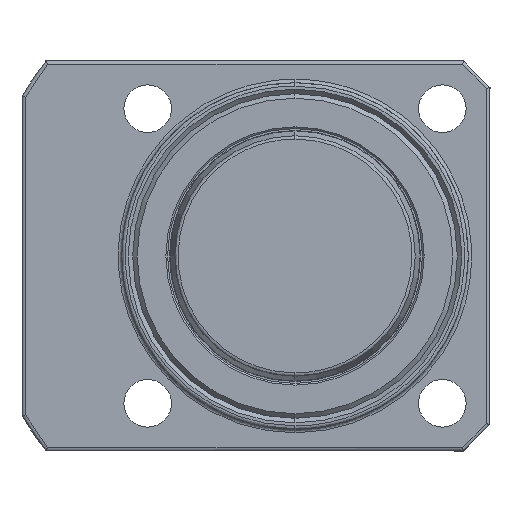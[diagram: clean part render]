
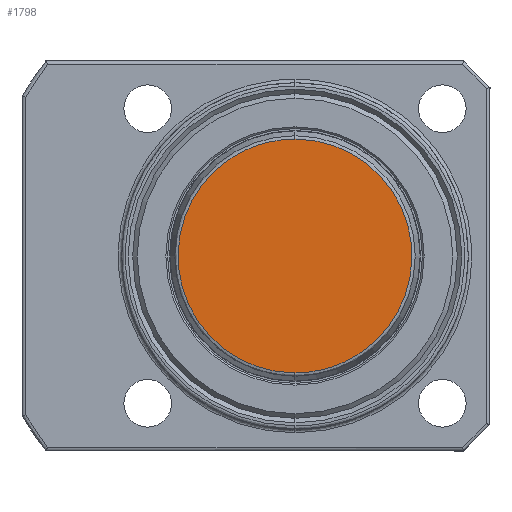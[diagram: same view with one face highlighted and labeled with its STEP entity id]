
A CAD part, front view. The second image highlights one B-rep face of the part: STEP entity #1798.
In plain terms, the highlighted planar face has unit normal (0, -1, 0).
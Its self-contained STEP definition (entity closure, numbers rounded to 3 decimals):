
#487 = CARTESIAN_POINT ( 'NONE',  ( 0., 0., 13.492 ) ) ;
#488 = CARTESIAN_POINT ( 'NONE',  ( 0., 0., -13.492 ) ) ;
#1206 = AXIS2_PLACEMENT_3D ( 'NONE', #3177, #3170, #3169 ) ;
#1258 =( BOUNDED_CURVE ( )  B_SPLINE_CURVE ( 3, ( #4014, #4013, #4004, #4002 ),
 .UNSPECIFIED., .F., .T. ) 
 B_SPLINE_CURVE_WITH_KNOTS ( ( 4, 4 ),
 ( 0., 1. ),
 .UNSPECIFIED. ) 
 CURVE ( )  GEOMETRIC_REPRESENTATION_ITEM ( )  RATIONAL_B_SPLINE_CURVE ( ( 1., 0.333, 0.333, 1. ) ) 
 REPRESENTATION_ITEM ( '' )  );
#1260 =( BOUNDED_CURVE ( )  B_SPLINE_CURVE ( 3, ( #4053, #4075, #4059, #4052 ),
 .UNSPECIFIED., .F., .T. ) 
 B_SPLINE_CURVE_WITH_KNOTS ( ( 4, 4 ),
 ( 0., 1. ),
 .UNSPECIFIED. ) 
 CURVE ( )  GEOMETRIC_REPRESENTATION_ITEM ( )  RATIONAL_B_SPLINE_CURVE ( ( 1., 0.333, 0.333, 1. ) ) 
 REPRESENTATION_ITEM ( '' )  );
#1400 = FACE_OUTER_BOUND ( 'NONE', #1641, .T. ) ;
#1641 = EDGE_LOOP ( 'NONE', ( #2760, #2759 ) ) ;
#1798 = ADVANCED_FACE ( 'N', ( #1400 ), #3173, .F. ) ;
#2018 = EDGE_CURVE ( 'NONE', #2987, #2989, #1260, .T. ) ;
#2026 = EDGE_CURVE ( 'NONE', #2989, #2987, #1258, .T. ) ;
#2759 = ORIENTED_EDGE ( 'NONE', *, *, #2018, .F. ) ;
#2760 = ORIENTED_EDGE ( 'NONE', *, *, #2026, .F. ) ;
#2987 = VERTEX_POINT ( 'NONE', #488 ) ;
#2989 = VERTEX_POINT ( 'NONE', #487 ) ;
#3169 = DIRECTION ( 'NONE',  ( 0., 0., 1. ) ) ;
#3170 = DIRECTION ( 'NONE',  ( 0., 1., 0. ) ) ;
#3173 = PLANE ( 'NONE',  #1206 ) ;
#3177 = CARTESIAN_POINT ( 'NONE',  ( 0., 0., 0. ) ) ;
#4002 = CARTESIAN_POINT ( 'NONE',  ( 0., 0., -13.492 ) ) ;
#4004 = CARTESIAN_POINT ( 'NONE',  ( 26.984, 0., -13.492 ) ) ;
#4013 = CARTESIAN_POINT ( 'NONE',  ( 26.984, 0., 13.492 ) ) ;
#4014 = CARTESIAN_POINT ( 'NONE',  ( 0., 0., 13.492 ) ) ;
#4052 = CARTESIAN_POINT ( 'NONE',  ( 0., 0., 13.492 ) ) ;
#4053 = CARTESIAN_POINT ( 'NONE',  ( 0., 0., -13.492 ) ) ;
#4059 = CARTESIAN_POINT ( 'NONE',  ( -26.984, 0., 13.492 ) ) ;
#4075 = CARTESIAN_POINT ( 'NONE',  ( -26.984, 0., -13.492 ) ) ;
